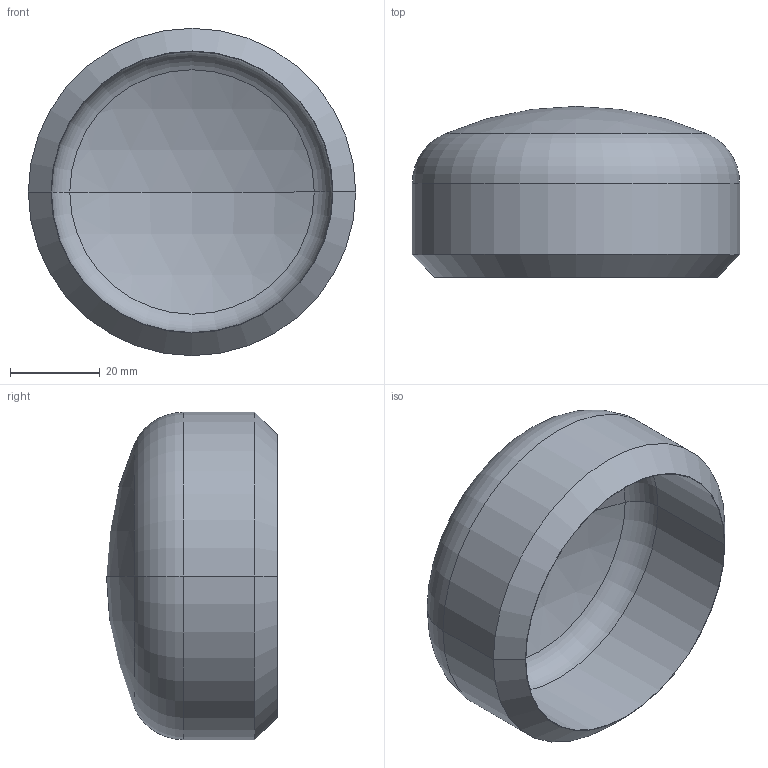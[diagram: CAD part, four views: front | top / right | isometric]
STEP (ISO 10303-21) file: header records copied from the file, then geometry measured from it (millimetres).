
FILE_DESCRIPTION (( 'STEP AP203' ), '1' );
FILE_NAME ('3D_R275_2 1-2x40S_173455160.STEP', '2024-08-23T12:13:27', ( '' ), ( '' ), 'SwSTEP 2.0', 'SolidWorks 2024', '' );
FILE_SCHEMA (( 'CONFIG_CONTROL_DESIGN' ));
Length unit declared in the file: millimetre
Products named in the file (1): 3D_R275_2 1-2x40S_173455160
Bounding box: 73 x 38.1 x 73 mm (x, y, z)
Volume: 45159.3 mm3; surface area: 19031.4 mm2
Topology: 1 solids, 1 shells, 15 faces, 28 edges, 16 vertices
Faces by surface type: sphere 4, torus 4, cylinder 4, cone 2, plane 1
Entity records: 457 total; most frequent: DIRECTION 82, CARTESIAN_POINT 60, ORIENTED_EDGE 56, AXIS2_PLACEMENT_3D 38, EDGE_CURVE 28, CIRCLE 22, EDGE_LOOP 16, VERTEX_POINT 16
